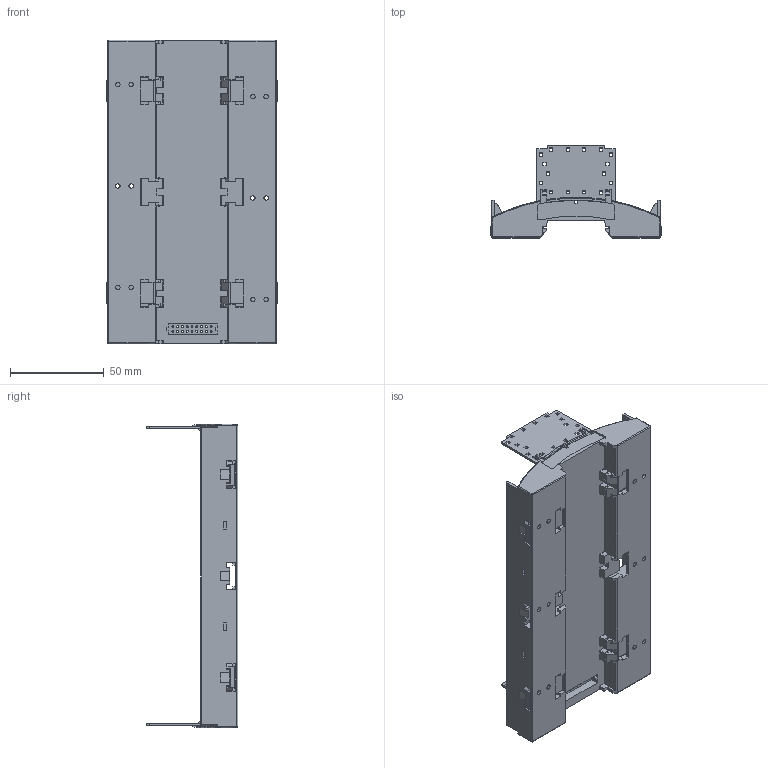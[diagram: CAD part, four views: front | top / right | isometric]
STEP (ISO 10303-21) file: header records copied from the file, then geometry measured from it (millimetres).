
FILE_DESCRIPTION(('STEP AP242'),'1');
FILE_NAME('2278500.stp','2024-06-14T09:58:42',('TraceParts'),('TraceParts S.A.'),'Spatial InterOp 3D',' ',' ');
FILE_SCHEMA(('AP242_MANAGED_MODEL_BASED_3D_ENGINEERING_MIM_LF {1 0 10303 442 1 1 4}'));
Length unit declared in the file: millimetre
Products named in the file (1): 2278500_1
Bounding box: 91 x 48.9 x 161.6 mm (x, y, z)
Volume: 55422.5 mm3; surface area: 68320.7 mm2
Topology: 5 solids, 5 shells, 1031 faces, 3178 edges, 2100 vertices
Faces by surface type: plane 883, cylinder 138, torus 6, sphere 4
Entity records: 35990 total; most frequent: CARTESIAN_POINT 6970, ORIENTED_EDGE 6348, DIRECTION 5532, EDGE_CURVE 3174, LINE 2864, VECTOR 2864, VERTEX_POINT 2100, AXIS2_PLACEMENT_3D 1334
